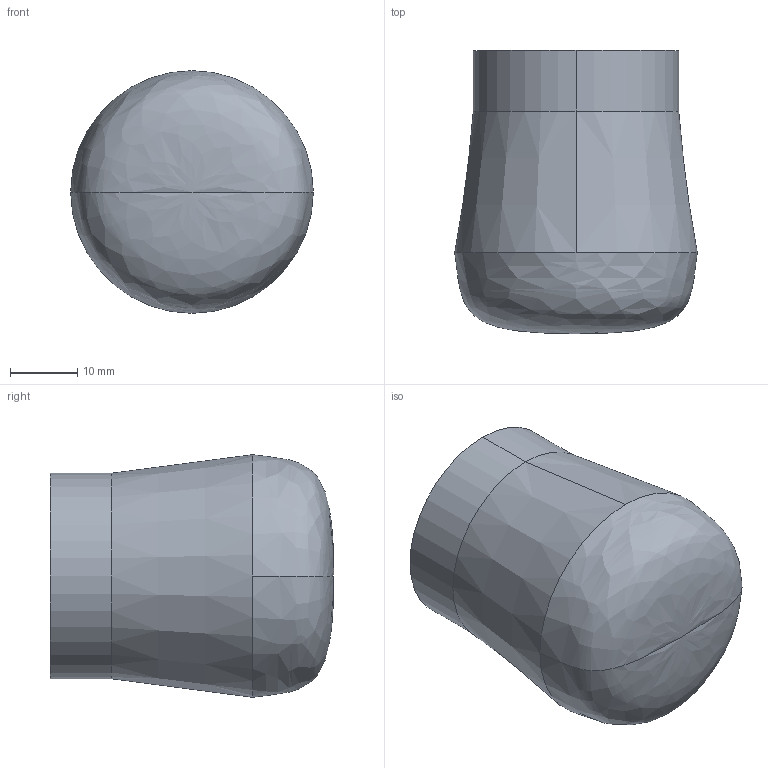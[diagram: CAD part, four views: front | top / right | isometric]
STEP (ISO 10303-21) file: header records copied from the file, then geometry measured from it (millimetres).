
FILE_DESCRIPTION (( 'STEP AP214' ), '1' );
FILE_NAME ('00830 Stick Tip Round Tube Rubber Black 25mm.STEP', '2025-08-04T22:50:31', ( '' ), ( '' ), 'SwSTEP 2.0', 'SolidWorks 2025', '' );
FILE_SCHEMA (( 'AUTOMOTIVE_DESIGN' ));
Length unit declared in the file: millimetre
Products named in the file (1): 00830 Stick Tip Round Tube Rubber Black 25mm
Bounding box: 36 x 42.01 x 36 mm (x, y, z)
Volume: 20008.4 mm3; surface area: 7992.5 mm2
Topology: 1 solids, 1 shells, 10 faces, 22 edges, 13 vertices
Faces by surface type: cylinder 4, bspline 2, cone 2, plane 2
Entity records: 315 total; most frequent: CARTESIAN_POINT 80, DIRECTION 48, ORIENTED_EDGE 40, AXIS2_PLACEMENT_3D 21, EDGE_CURVE 20, VERTEX_POINT 13, CIRCLE 12, EDGE_LOOP 11
